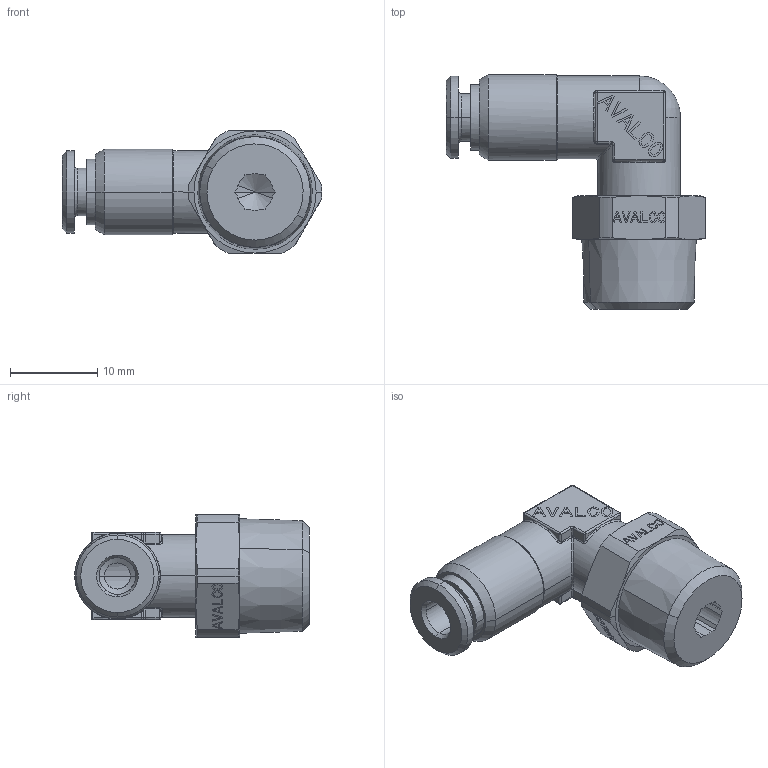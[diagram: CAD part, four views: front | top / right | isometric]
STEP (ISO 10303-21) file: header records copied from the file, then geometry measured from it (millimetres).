
FILE_DESCRIPTION(('CATIA V5 STEP Exchange'),'2;1');
FILE_NAME('PR505B-04R14.stp','2018-04-14T14:51:12+00:00',('none'),('none'),'CATIA Version 5 Release 21 GA (IN-10)','CATIA V5 STEP AP203','none');
FILE_SCHEMA(('CONFIG_CONTROL_DESIGN'));
Length unit declared in the file: millimetre
Products named in the file (1): PR505B-04R14
Bounding box: 29.75 x 26.9 x 14 mm (x, y, z)
Volume: 3118.2 mm3; surface area: 2648.9 mm2
Topology: 1 solids, 1 shells, 774 faces, 2047 edges, 1320 vertices
Faces by surface type: plane 610, cylinder 72, cone 38, torus 20, bspline 18, sphere 16
Entity records: 24101 total; most frequent: CARTESIAN_POINT 5790, ORIENTED_EDGE 4086, DIRECTION 3183, EDGE_CURVE 2043, VECTOR 1719, LINE 1719, VERTEX_POINT 1320, EDGE_LOOP 829
